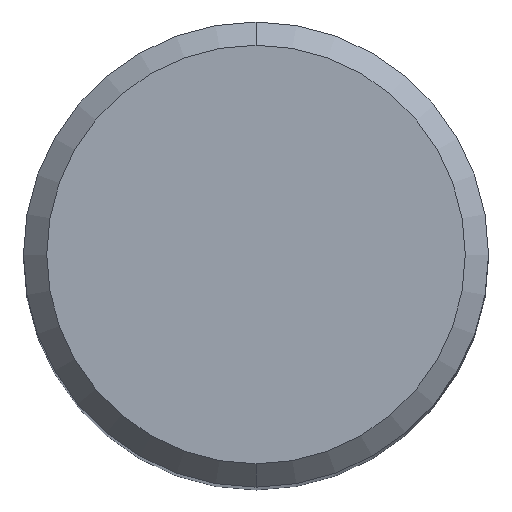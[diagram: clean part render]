
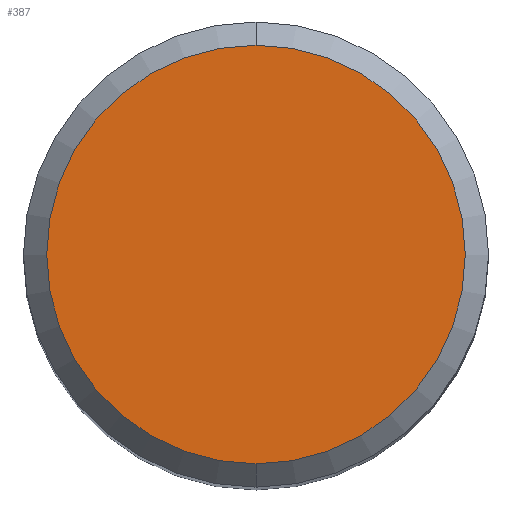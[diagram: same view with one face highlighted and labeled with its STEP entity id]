
A CAD part, top view. The second image highlights one B-rep face of the part: STEP entity #387.
In plain terms, the highlighted planar face has unit normal (0, 0, 1).
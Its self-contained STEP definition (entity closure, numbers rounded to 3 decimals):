
#177=VERTEX_POINT('',#470);
#311=VERTEX_POINT('',#618);
#387=ADVANCED_FACE('',(#699),#700,.T.);
#429=EDGE_CURVE('',#311,#177,#747,.T.);
#435=EDGE_CURVE('',#177,#311,#754,.T.);
#470=CARTESIAN_POINT('',(0.,-7.2,55.835));
#618=CARTESIAN_POINT('',(0.0,7.2,55.835));
#699=FACE_OUTER_BOUND('',#1248,.T.);
#700=PLANE('',#1249);
#747=CIRCLE('',#1362,7.2);
#754=CIRCLE('',#1380,7.2);
#1248=EDGE_LOOP('',(#1669,#1670));
#1249=AXIS2_PLACEMENT_3D('',#1671,#1672,#1673);
#1362=AXIS2_PLACEMENT_3D('',#1735,#1736,#1737);
#1380=AXIS2_PLACEMENT_3D('',#1746,#1747,#1748);
#1669=ORIENTED_EDGE('',*,*,#429,.F.);
#1670=ORIENTED_EDGE('',*,*,#435,.F.);
#1671=CARTESIAN_POINT('',(0.0,3.6,55.835));
#1672=DIRECTION('',(-0.0,0.0,1.0));
#1673=DIRECTION('',(0.0,-1.0,0.0));
#1735=CARTESIAN_POINT('',(0.0,0.0,55.835));
#1736=DIRECTION('',(0.0,0.0,-1.0));
#1737=DIRECTION('',(0.0,1.0,0.0));
#1746=CARTESIAN_POINT('',(0.0,0.0,55.835));
#1747=DIRECTION('',(0.0,0.0,-1.0));
#1748=DIRECTION('',(0.0,1.0,0.0));
